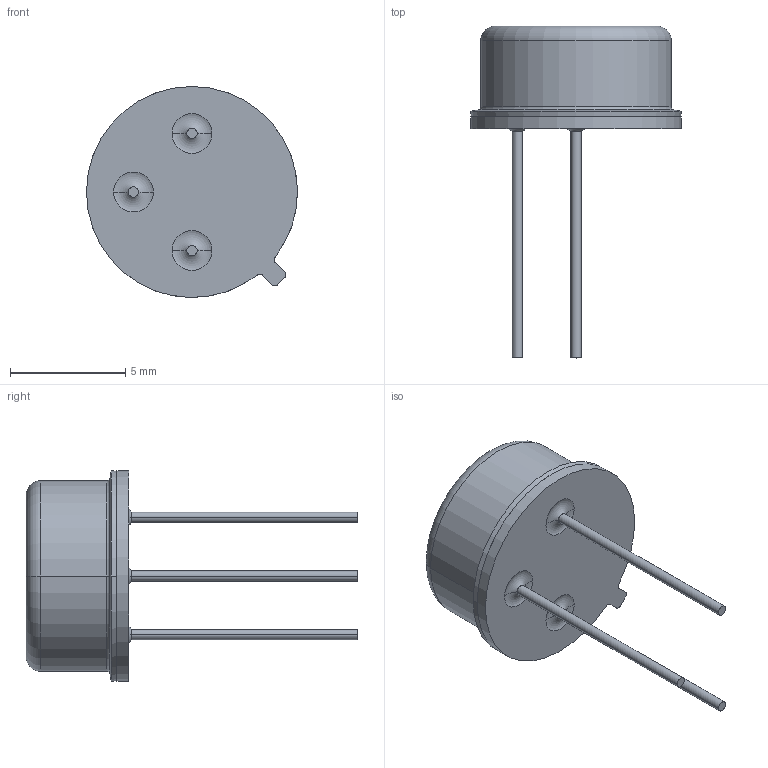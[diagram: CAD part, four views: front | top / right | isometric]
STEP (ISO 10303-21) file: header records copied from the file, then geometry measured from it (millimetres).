
FILE_DESCRIPTION((''),'2;1');
FILE_NAME('METALCAN_ASM','2012-02-28T',('CKXSSC'),(''),'PRO/ENGINEER BY PARAMETRIC TECHNOLOGY CORPORATION, 2011220','PRO/ENGINEER BY PARAMETRIC TECHNOLOGY CORPORATION, 2011220','');
FILE_SCHEMA(('AUTOMOTIVE_DESIGN_CC2 { 1 2 10303 214 -1 1 5 2 }'));
Length unit declared in the file: inch
Products named in the file (9): CAN_AF0; GLASS_AF0; GLASS_AF1; GLASS_AF2; PIN1_AF0; PIN1_AF1; PIN1_AF2; CANCOVER_AF0; METALCAN_ASM
Assembly tree (8 placements, depth 2):
  METALCAN_ASM
    CAN_AF0
    GLASS_AF0
    GLASS_AF1
    GLASS_AF2
    PIN1_AF0
    PIN1_AF1
    PIN1_AF2
    CANCOVER_AF0
Bounding box: 9.14 x 14.38 x 9.14 mm (x, y, z)
Volume: 78.1 mm3; surface area: 521.3 mm2
Topology: 8 solids, 8 shells, 71 faces, 140 edges, 86 vertices
Faces by surface type: cylinder 29, plane 20, torus 16, cone 6
Entity records: 2584 total; most frequent: DIRECTION 412, CARTESIAN_POINT 314, ORIENTED_EDGE 280, AXIS2_PLACEMENT_3D 184, PRESENTATION_STYLE_ASSIGNMENT 148, STYLED_ITEM 148, CURVE_STYLE 140, EDGE_CURVE 140
